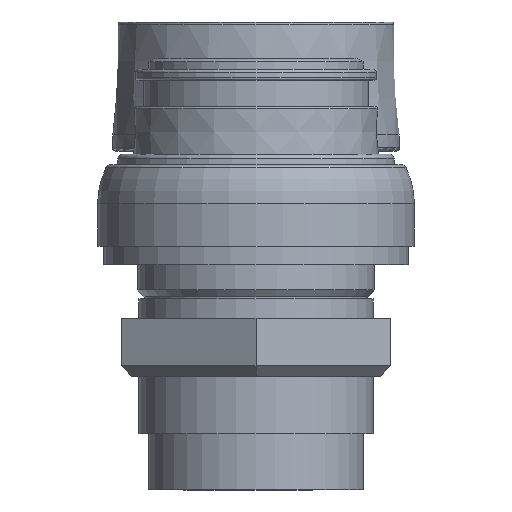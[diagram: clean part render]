
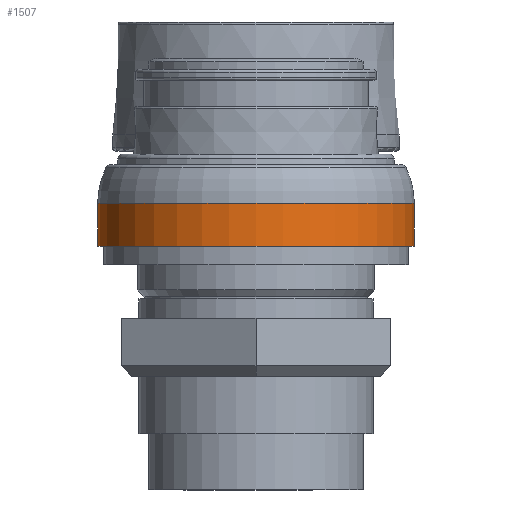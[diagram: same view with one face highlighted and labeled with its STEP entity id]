
A CAD part, front view. The second image highlights one B-rep face of the part: STEP entity #1507.
In plain terms, the highlighted cylindrical face has radius 14.75 mm (diameter 29.5 mm), a full revolution.
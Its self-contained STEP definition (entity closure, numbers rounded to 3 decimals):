
#46=CYLINDRICAL_SURFACE($,#1631,14.75);
#68=FACE_BOUND($,#298,.T.);
#116=CIRCLE($,#1632,14.75);
#117=CIRCLE($,#1633,14.75);
#186=FACE_OUTER_BOUND($,#297,.T.);
#297=EDGE_LOOP($,(#1181));
#298=EDGE_LOOP($,(#1182));
#733=VERTEX_POINT($,#2405);
#734=VERTEX_POINT($,#2407);
#902=EDGE_CURVE($,#733,#733,#116,.T.);
#903=EDGE_CURVE($,#734,#734,#117,.T.);
#1181=ORIENTED_EDGE($,*,*,#902,.T.);
#1182=ORIENTED_EDGE($,*,*,#903,.F.);
#1507=ADVANCED_FACE($,(#186,#68),#46,.T.);
#1631=AXIS2_PLACEMENT_3D($,#2404,#1915,#1916);
#1632=AXIS2_PLACEMENT_3D($,#2406,#1917,#1918);
#1633=AXIS2_PLACEMENT_3D($,#2408,#1919,#1920);
#1915=DIRECTION('center_axis',(0.,0.,
1.));
#1916=DIRECTION('ref_axis',(0.,-1.,0.));
#1917=DIRECTION('center_axis',(0.,0.,
1.));
#1918=DIRECTION('ref_axis',(0.,1.,0.));
#1919=DIRECTION('center_axis',(0.,0.,
1.));
#1920=DIRECTION('ref_axis',(0.,1.,0.));
#2404=CARTESIAN_POINT('Origin',(0.,0.,
-15.5));
#2405=CARTESIAN_POINT('',(0.,-14.75,-17.5));
#2406=CARTESIAN_POINT('Origin',(0.,0.,
-17.5));
#2407=CARTESIAN_POINT('',(0.,-14.75,-13.5));
#2408=CARTESIAN_POINT('Origin',(0.,0.,
-13.5));
